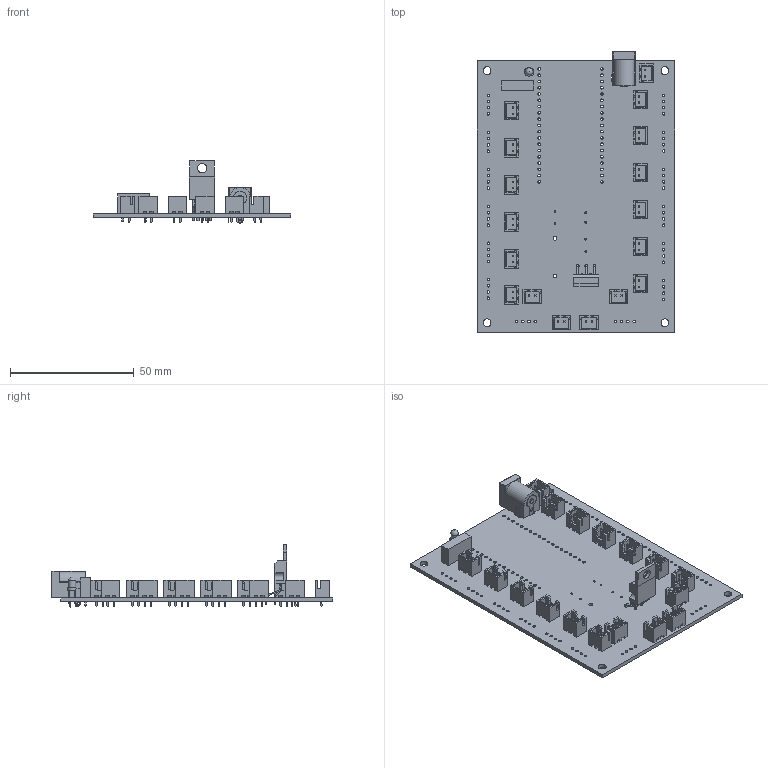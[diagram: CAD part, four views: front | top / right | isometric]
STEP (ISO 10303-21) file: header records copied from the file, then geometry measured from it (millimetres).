
FILE_DESCRIPTION(('KiCad electronic assembly'),'2;1');
FILE_NAME('main_pcb.step','2024-07-10T09:10:08',('Pcbnew'),('Kicad'), 'Open CASCADE STEP processor 7.7','KiCad to STEP converter','Unknown' );
FILE_SCHEMA(('AUTOMOTIVE_DESIGN { 1 0 10303 214 1 1 1 1 }'));
Length unit declared in the file: millimetre
Products named in the file (12): main_pcb 1; JST_XH_B2B-XH-A_1x02_P2.50mm_Vertical; JST_B2B_XH_A; BarrelJack_Horizontal; LED_D3.0mm; R_Box_L13.0mm_W4.0mm_P9.00mm; R_Box_L130mm_W40mm_P900mm; TO-220-5_P3.4x3.7mm_StaggerOdd_Lead3.8mm_Vertical; TO_220_5_Pentawatt_Multiwatt_5_Vertical_StaggeredType1; main_pcb_PCB
Assembly tree (27 placements, depth 3):
  main_pcb 1
    JST_XH_B2B-XH-A_1x02_P2.50mm_Vertical  x17
      JST_B2B_XH_A
    BarrelJack_Horizontal
      BarrelJack_Horizontal
    LED_D3.0mm
      LED_D3.0mm
    R_Box_L13.0mm_W4.0mm_P9.00mm
      R_Box_L130mm_W40mm_P900mm
    TO-220-5_P3.4x3.7mm_StaggerOdd_Lead3.8mm_Vertical
      TO_220_5_Pentawatt_Multiwatt_5_Vertical_StaggeredType1
    main_pcb_PCB
Bounding box: 80 x 113.8 x 25.35 mm (x, y, z)
Volume: 18161.8 mm3; surface area: 28114.6 mm2
Topology: 26 solids, 26 shells, 1870 faces, 5020 edges, 3277 vertices
Faces by surface type: plane 1586, cylinder 276, sphere 6, extrusion 2
Full cylindrical faces by diameter (mm): 0.8 x8, 0.9 x2, 1 x94, 1.04 x38, 1.1 x5, 1.5 x3, 1.501 x2, 2 x2, 3 x1, 3.2 x4, 3.8 x1, 6.3 x1
Entity records: 16945 total; most frequent: DIRECTION 2561, CARTESIAN_POINT 2467, ORIENTED_EDGE 2384, EDGE_CURVE 1192, AXIS2_PLACEMENT_3D 900, VERTEX_POINT 782, FACE_BOUND 778, EDGE_LOOP 778
